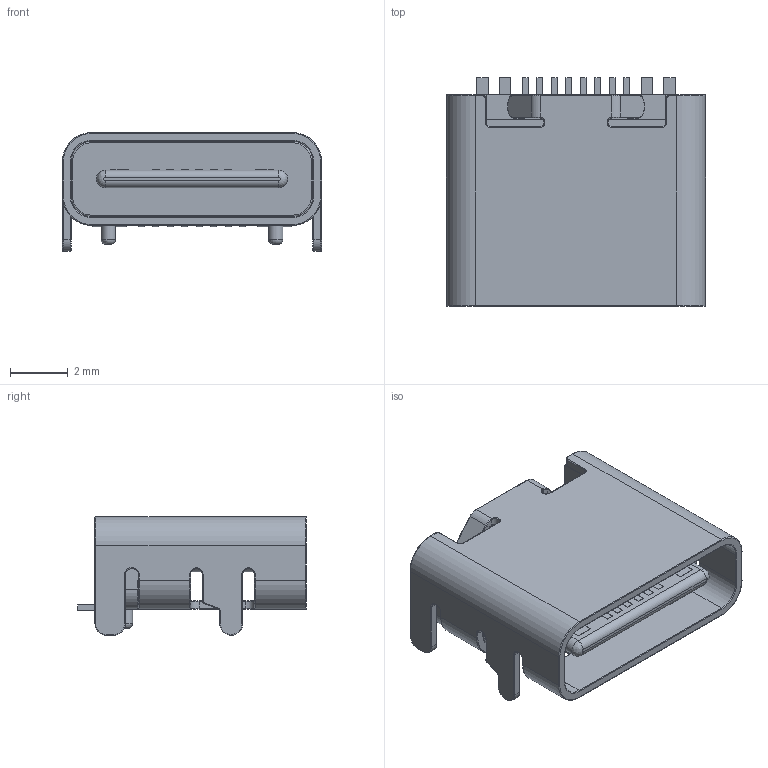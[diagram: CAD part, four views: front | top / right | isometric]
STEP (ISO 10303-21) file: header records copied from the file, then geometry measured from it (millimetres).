
FILE_DESCRIPTION(/* description */ (''),/* implementation_level */ '2;1');
FILE_NAME(/* name */ 'USB-C-SMD_MC-311D.step',/* time_stamp */ '2023-09-15T23:35:20+02:00',/* author */ (''),/* organization */ (''),/* preprocessor_version */ 'ST-DEVELOPER v20',/* originating_system */ 'Autodesk Translation Framework v12.9.0.99',/* authorisation */ '');
FILE_SCHEMA (('AUTOMOTIVE_DESIGN { 1 0 10303 214 3 1 1 }'));
Length unit declared in the file: millimetre
Products named in the file (2): USB-C-SMD_MC-311D; SOLID
Assembly tree (1 placements, depth 2):
  USB-C-SMD_MC-311D
    SOLID
Bounding box: 8.94 x 7.9 x 4.1 mm (x, y, z)
Volume: 125.9 mm3; surface area: 381.8 mm2
Topology: 1 solids, 1 shells, 502 faces, 1200 edges, 716 vertices
Faces by surface type: plane 224, cylinder 168, torus 100, bspline 10
Full cylindrical faces by diameter (mm): 0.5 x2
Entity records: 15321 total; most frequent: CARTESIAN_POINT 2837, DIRECTION 2656, ORIENTED_EDGE 2400, EDGE_CURVE 1200, AXIS2_PLACEMENT_3D 961, LINE 734, VECTOR 734, VERTEX_POINT 716
